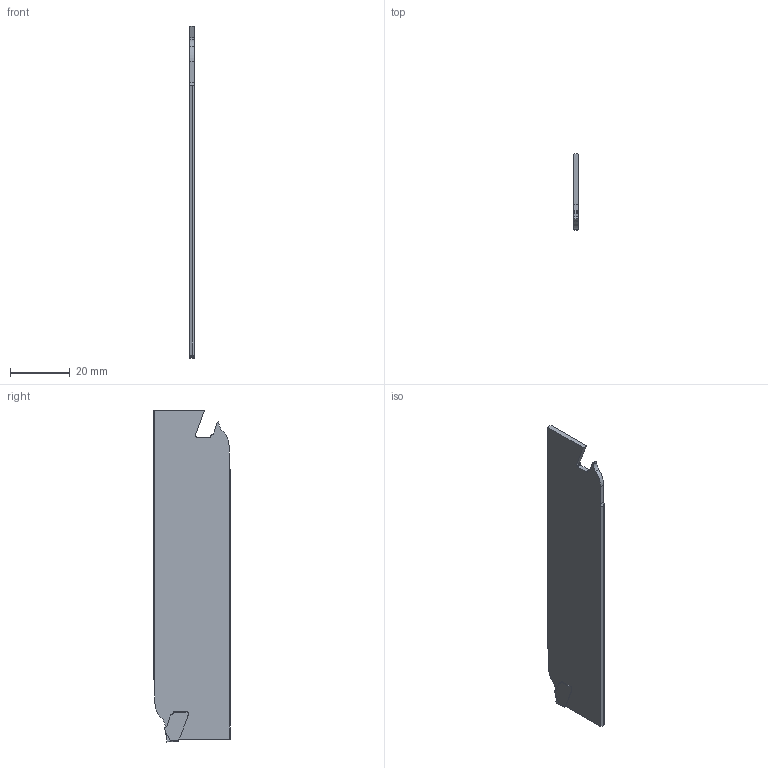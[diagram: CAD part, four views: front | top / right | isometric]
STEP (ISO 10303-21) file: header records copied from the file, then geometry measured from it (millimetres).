
FILE_DESCRIPTION(/* description */ (''),/* implementation_level */ '2;1');
FILE_NAME(/* name */ 'GWB26NA2-D36_CW2_00_MR0_2.stp',/* time_stamp */ '2023-02-27T12:29:20+09:00',/* author */ (''),/* organization */ (''),/* preprocessor_version */ 'ST-DEVELOPER v16',/* originating_system */ 'SIEMENS PLM Software NX 10.0',/* authorisation */ '');
FILE_SCHEMA (('AUTOMOTIVE_DESIGN { 1 0 10303 214 3 1 1 1 }'));
Length unit declared in the file: millimetre
Products named in the file (1): GWB26NA2-D36_CW2_00_MR0_2_ASM
Bounding box: 2 x 25.58 x 111 mm (x, y, z)
Volume: 4158.9 mm3; surface area: 5829 mm2
Topology: 2 solids, 2 shells, 106 faces, 336 edges, 275 vertices
Faces by surface type: plane 55, cylinder 37, bspline 12, extrusion 2
Entity records: 4264 total; most frequent: CARTESIAN_POINT 1193, ORIENTED_EDGE 584, DIRECTION 575, EDGE_CURVE 292, VECTOR 211, LINE 209, VERTEX_POINT 190, AXIS2_PLACEMENT_3D 182
